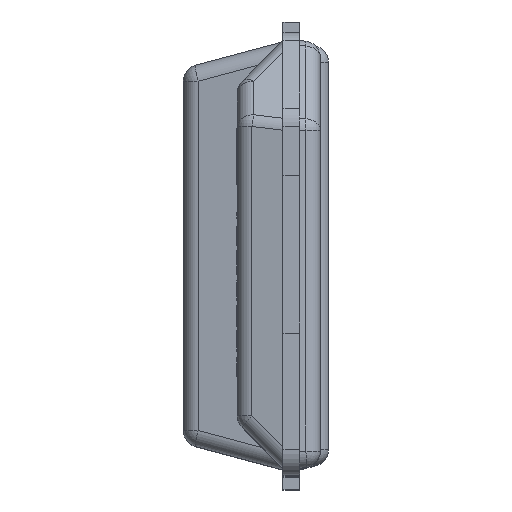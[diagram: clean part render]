
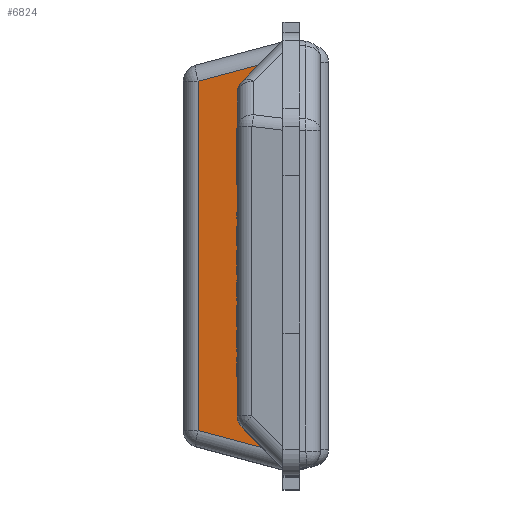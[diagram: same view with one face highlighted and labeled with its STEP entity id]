
A CAD part, top view. The second image highlights one B-rep face of the part: STEP entity #6824.
In plain terms, the highlighted planar face has unit normal (-0.116, 0, 0.993).
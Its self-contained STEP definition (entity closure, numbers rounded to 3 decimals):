
#147=PLANE('',#7271);
#428=LINE('',#9779,#1202);
#434=LINE('',#9805,#1208);
#437=LINE('',#9812,#1211);
#444=LINE('',#9827,#1218);
#1202=VECTOR('',#7845,1.);
#1208=VECTOR('',#7875,1.);
#1211=VECTOR('',#7882,1.);
#1218=VECTOR('',#7901,1.);
#2090=FACE_OUTER_BOUND('',#2496,.T.);
#2496=EDGE_LOOP('',(#4821,#4822,#4823,#4824));
#3077=VERTEX_POINT('',#9767);
#3080=VERTEX_POINT('',#9777);
#3088=VERTEX_POINT('',#9801);
#3089=VERTEX_POINT('',#9808);
#3744=EDGE_CURVE('',#3080,#3077,#428,.T.);
#3757=EDGE_CURVE('',#3077,#3088,#434,.T.);
#3761=EDGE_CURVE('',#3088,#3089,#437,.T.);
#3769=EDGE_CURVE('',#3089,#3080,#444,.T.);
#4821=ORIENTED_EDGE('',*,*,#3744,.F.);
#4822=ORIENTED_EDGE('',*,*,#3769,.F.);
#4823=ORIENTED_EDGE('',*,*,#3761,.F.);
#4824=ORIENTED_EDGE('',*,*,#3757,.F.);
#6824=ADVANCED_FACE('',(#2090),#147,.T.);
#7271=AXIS2_PLACEMENT_3D('',#9831,#7907,#7908);
#7845=DIRECTION('',(-0.96,0.257,-0.112));
#7875=DIRECTION('',(0.,1.,0.));
#7882=DIRECTION('',(0.96,0.257,0.112));
#7901=DIRECTION('',(0.,-1.,0.));
#7907=DIRECTION('center_axis',(-0.116,0.,
0.993));
#7908=DIRECTION('ref_axis',(-0.993,0.,-0.116));
#9767=CARTESIAN_POINT('',(-1.123,-2.11,2.96));
#9777=CARTESIAN_POINT('',(-0.1,-2.384,3.08));
#9779=CARTESIAN_POINT('',(-0.877,-2.176,2.989));
#9801=CARTESIAN_POINT('',(-1.123,2.101,2.96));
#9805=CARTESIAN_POINT('',(-1.123,-0.65,2.96));
#9808=CARTESIAN_POINT('',(-0.1,2.374,3.08));
#9812=CARTESIAN_POINT('',(-1.134,2.098,2.959));
#9827=CARTESIAN_POINT('',(-0.1,2.575,3.08));
#9831=CARTESIAN_POINT('Origin',(-0.7,-1.295,3.01));
